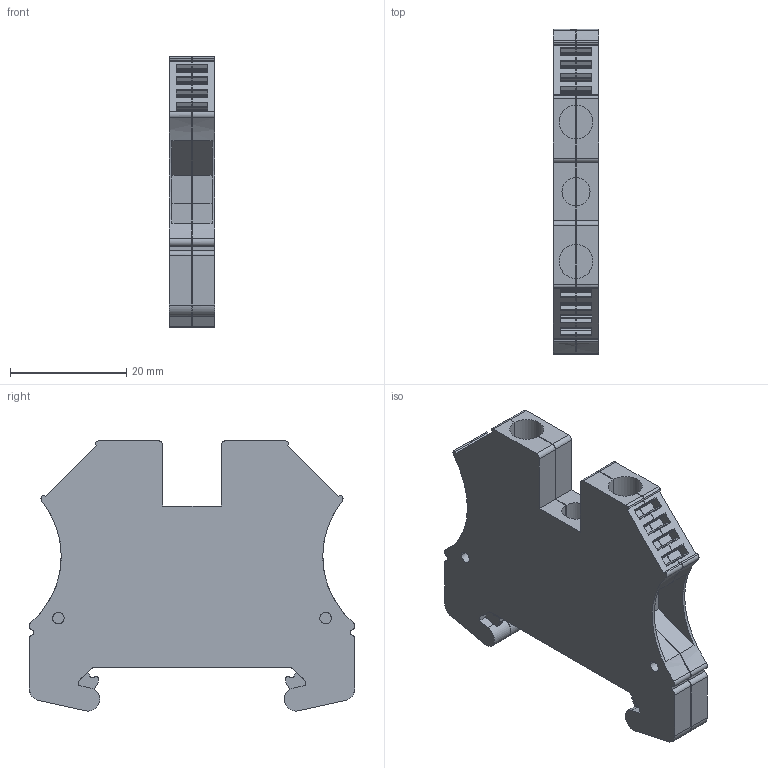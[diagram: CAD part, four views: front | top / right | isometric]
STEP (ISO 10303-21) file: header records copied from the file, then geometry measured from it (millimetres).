
FILE_DESCRIPTION(('CATIA V5 STEP Exchange','CAx-IF Rec.Pracs.--- Model Styling and Organization---1.5--- 2016-08-15','CAx-IF Rec.Pracs.---Supplemental Geometry---1.0---2011-11-01','CAx-IF Rec.Pracs.--- Composite Materials ---1.1---2010-07-15'),'2;1');
FILE_NAME ('D1446450_1', '2024-06-12T04:38:27+00:00', ('none'), ('Weidmueller'), 'CATIA Version 5-6 Release 2022 SP4 HF5', 'CATIA V5 STEP AP214 v3', 'none');
FILE_SCHEMA(('AUTOMOTIVE_DESIGN { 1 0 10303 214 1 1 1 1 }'));
Length unit declared in the file: millimetre
Products named in the file (1): 1010200000_WPE_6
Bounding box: 7.9 x 56 x 46.5 mm (x, y, z)
Volume: 13283.3 mm3; surface area: 9809.6 mm2
Topology: 1 solids, 2 shells, 412 faces, 1208 edges, 806 vertices
Faces by surface type: plane 302, cylinder 86, extrusion 24
Entity records: 13783 total; most frequent: CARTESIAN_POINT 3248, ORIENTED_EDGE 2416, DIRECTION 1590, EDGE_CURVE 1208, VECTOR 832, LINE 808, VERTEX_POINT 806, AXIS2_PLACEMENT_3D 435
